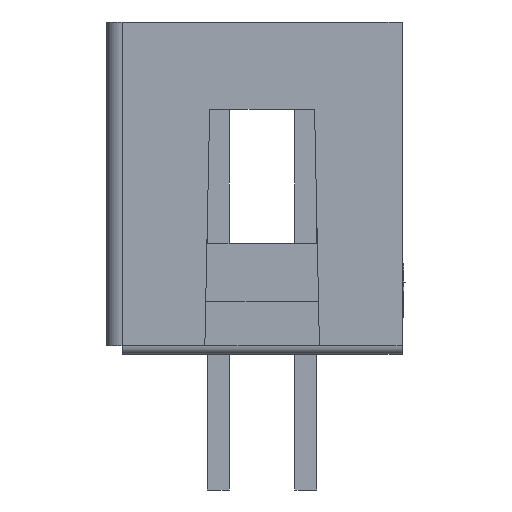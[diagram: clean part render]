
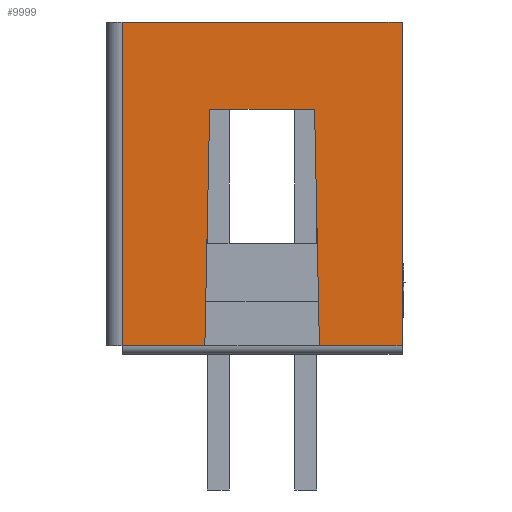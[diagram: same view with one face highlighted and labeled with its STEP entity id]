
A CAD part, left-side view. The second image highlights one B-rep face of the part: STEP entity #9999.
In plain terms, the highlighted planar face has unit normal (-1, 0, 0).
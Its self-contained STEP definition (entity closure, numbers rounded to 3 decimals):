
#9702=CARTESIAN_POINT('',(-41.758,-4.064,9.654));
#9703=VERTEX_POINT('',#9702);
#9710=CARTESIAN_POINT('',(-41.758,-4.064,0.256));
#9711=VERTEX_POINT('',#9710);
#9712=CARTESIAN_POINT('',(-41.758,-4.064,9.654));
#9713=DIRECTION('',(0.0,0.0,-1.0));
#9714=VECTOR('',#9713,9.398);
#9715=LINE('',#9712,#9714);
#9716=EDGE_CURVE('',#9703,#9711,#9715,.T.);
#9913=CARTESIAN_POINT('',(-41.758,4.064,9.654));
#9914=VERTEX_POINT('',#9913);
#9921=CARTESIAN_POINT('',(-41.758,4.064,9.654));
#9922=DIRECTION('',(0.0,-1.0,0.0));
#9923=VECTOR('',#9922,8.128);
#9924=LINE('',#9921,#9923);
#9925=EDGE_CURVE('',#9914,#9703,#9924,.T.);
#9944=CARTESIAN_POINT('',(-41.758,4.47,10.124));
#9945=DIRECTION('',(-1.0,0.0,0.0));
#9946=DIRECTION('',(0.0,0.0,-1.0));
#9947=AXIS2_PLACEMENT_3D('',#9944,#9945,#9946);
#9948=PLANE('',#9947);
#9949=CARTESIAN_POINT('',(-41.758,4.064,0.256));
#9950=VERTEX_POINT('',#9949);
#9951=CARTESIAN_POINT('',(-41.758,4.064,9.654));
#9952=DIRECTION('',(0.0,0.0,-1.0));
#9953=VECTOR('',#9952,9.398);
#9954=LINE('',#9951,#9953);
#9955=EDGE_CURVE('',#9914,#9950,#9954,.T.);
#9956=ORIENTED_EDGE('',*,*,#9955,.T.);
#9957=CARTESIAN_POINT('',(-41.758,1.664,0.256));
#9958=VERTEX_POINT('',#9957);
#9959=CARTESIAN_POINT('',(-41.758,4.064,0.256));
#9960=DIRECTION('',(0.0,-1.0,0.0));
#9961=VECTOR('',#9960,2.4);
#9962=LINE('',#9959,#9961);
#9963=EDGE_CURVE('',#9950,#9958,#9962,.T.);
#9964=ORIENTED_EDGE('',*,*,#9963,.T.);
#9965=CARTESIAN_POINT('',(-41.758,1.524,7.114));
#9966=VERTEX_POINT('',#9965);
#9967=CARTESIAN_POINT('',(-41.758,1.664,0.256));
#9968=DIRECTION('',(0.0,-0.02,1.));
#9969=VECTOR('',#9968,6.859);
#9970=LINE('',#9967,#9969);
#9971=EDGE_CURVE('',#9958,#9966,#9970,.T.);
#9972=ORIENTED_EDGE('',*,*,#9971,.T.);
#9973=CARTESIAN_POINT('',(-41.758,-1.524,7.114));
#9974=VERTEX_POINT('',#9973);
#9975=CARTESIAN_POINT('',(-41.758,1.524,7.114));
#9976=DIRECTION('',(0.0,-1.0,0.0));
#9977=VECTOR('',#9976,3.048);
#9978=LINE('',#9975,#9977);
#9979=EDGE_CURVE('',#9966,#9974,#9978,.T.);
#9980=ORIENTED_EDGE('',*,*,#9979,.T.);
#9981=CARTESIAN_POINT('',(-41.758,-1.664,0.256));
#9982=VERTEX_POINT('',#9981);
#9983=CARTESIAN_POINT('',(-41.758,-1.524,7.114));
#9984=DIRECTION('',(0.0,-0.02,-1.));
#9985=VECTOR('',#9984,6.859);
#9986=LINE('',#9983,#9985);
#9987=EDGE_CURVE('',#9974,#9982,#9986,.T.);
#9988=ORIENTED_EDGE('',*,*,#9987,.T.);
#9989=CARTESIAN_POINT('',(-41.758,-1.664,0.256));
#9990=DIRECTION('',(0.0,-1.0,0.0));
#9991=VECTOR('',#9990,2.4);
#9992=LINE('',#9989,#9991);
#9993=EDGE_CURVE('',#9982,#9711,#9992,.T.);
#9994=ORIENTED_EDGE('',*,*,#9993,.T.);
#9995=ORIENTED_EDGE('',*,*,#9716,.F.);
#9996=ORIENTED_EDGE('',*,*,#9925,.F.);
#9997=EDGE_LOOP('',(#9956,#9964,#9972,#9980,#9988,#9994,#9995,#9996));
#9998=FACE_OUTER_BOUND('',#9997,.T.);
#9999=ADVANCED_FACE('',(#9998),#9948,.T.);
